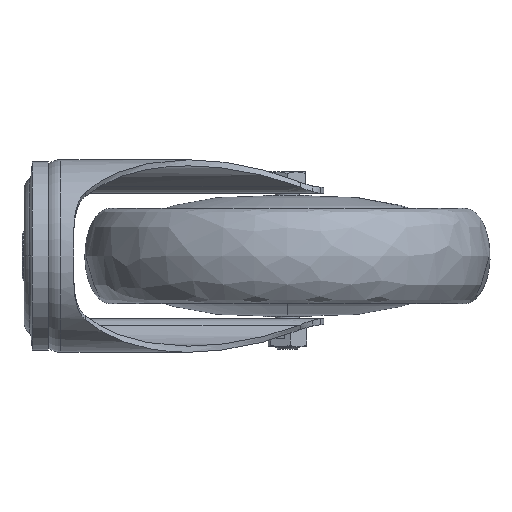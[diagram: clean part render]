
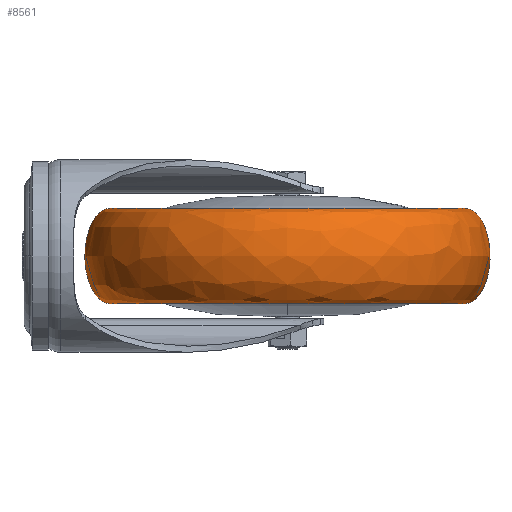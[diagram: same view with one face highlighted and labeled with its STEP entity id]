
A CAD part, left-side view. The second image highlights one B-rep face of the part: STEP entity #8561.
In plain terms, the highlighted free-form (B-spline) face has degree [3, 3] with [4, 4] control points.
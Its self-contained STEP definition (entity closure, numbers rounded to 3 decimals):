
#1662 = DIRECTION ( 'NONE',  ( 0., 0., 1. ) ) ;
#1682 = DIRECTION ( 'NONE',  ( 1., 0., 0. ) ) ;
#1720 = CARTESIAN_POINT ( 'NONE',  ( 55., -218.5, -203.161 ) ) ;
#3286 = EDGE_CURVE ( 'NONE', #11320, #21539, #8646, .T. ) ;
#4078 = DIRECTION ( 'NONE',  ( 1., 0., 0. ) ) ;
#4552 = CARTESIAN_POINT ( 'NONE',  ( 55., -243.5, -250.161 ) ) ;
#4606 = CARTESIAN_POINT ( 'NONE',  ( 55., -18.5, -250.161 ) ) ;
#5447 = EDGE_CURVE ( 'NONE', #24216, #11320, #24060, .T. ) ;
#5538 = CARTESIAN_POINT ( 'NONE',  ( -120., -43.5, -250.161 ) ) ;
#5640 = AXIS2_PLACEMENT_3D ( 'NONE', #19075, #1662, #4078 ) ;
#7199 = CARTESIAN_POINT ( 'NONE',  ( -170., -18.5, -203.161 ) ) ;
#7568 = CARTESIAN_POINT ( 'NONE',  ( 55., -43.5, -250.161 ) ) ;
#7570 = CARTESIAN_POINT ( 'NONE',  ( 55., -243.5, -203.161 ) ) ;
#7851 = VERTEX_POINT ( 'NONE', #20794 ) ;
#7988 = CARTESIAN_POINT ( 'NONE',  ( 55., -243.5, -203.161 ) ) ;
#8030 = ORIENTED_EDGE ( 'NONE', *, *, #3286, .T. ) ;
#8561 = ADVANCED_FACE ( 'NONE', ( #20838 ), #16733, .T. ) ;
#8646 = CIRCLE ( 'NONE', #20897, 87.5 ) ;
#9017 = CARTESIAN_POINT ( 'NONE',  ( -170., -18.5, -250.161 ) ) ;
#9147 = CARTESIAN_POINT ( 'NONE',  ( 55., -218.5, -250.161 ) ) ;
#9667 = EDGE_CURVE ( 'NONE', #24216, #7851, #13768, .T. ) ;
#10610 = CARTESIAN_POINT ( 'NONE',  ( 55., -18.5, -203.161 ) ) ;
#11057 = CARTESIAN_POINT ( 'NONE',  ( -120., -218.5, -203.161 ) ) ;
#11320 = VERTEX_POINT ( 'NONE', #7568 ) ;
#11380 = CARTESIAN_POINT ( 'NONE',  ( 55., -131., -250.161 ) ) ;
#11712 = ORIENTED_EDGE ( 'NONE', *, *, #20207, .F. ) ;
#12314 = CARTESIAN_POINT ( 'NONE',  ( 55., -218.5, -250.161 ) ) ;
#12370 = CARTESIAN_POINT ( 'NONE',  ( 55., -43.5, -250.161 ) ) ;
#12567 = ORIENTED_EDGE ( 'NONE', *, *, #9667, .F. ) ;
#12811 = CARTESIAN_POINT ( 'NONE',  ( -170., -243.5, -250.161 ) ) ;
#13272 = ORIENTED_EDGE ( 'NONE', *, *, #5447, .T. ) ;
#13768 = CIRCLE ( 'NONE', #5640, 87.5 ) ;
#14258 = CARTESIAN_POINT ( 'NONE',  ( 55., -43.5, -203.161 ) ) ;
#15195 = CARTESIAN_POINT ( 'NONE',  ( 55., -43.5, -250.161 ) ) ;
#15305 = CARTESIAN_POINT ( 'NONE',  ( 55., -18.5, -250.161 ) ) ;
#16733 =( BOUNDED_SURFACE ( )  B_SPLINE_SURFACE ( 3, 3, ( 
 ( #24916, #22625, #11057, #1720 ),
 ( #25036, #7199, #23124, #7570 ),
 ( #15305, #9017, #12811, #18775 ),
 ( #15195, #5538, #16755, #9147 ) ),
 .UNSPECIFIED., .F., .F., .T. ) 
 B_SPLINE_SURFACE_WITH_KNOTS ( ( 4, 4 ),
 ( 4, 4 ),
 ( 0., 1. ),
 ( 0., 1. ),
 .UNSPECIFIED. ) 
 GEOMETRIC_REPRESENTATION_ITEM ( )  RATIONAL_B_SPLINE_SURFACE ( (
 ( 1., 0.333, 0.333, 1.),
 ( 0.333, 0.111, 0.111, 0.333),
 ( 0.333, 0.111, 0.111, 0.333),
 ( 1., 0.333, 0.333, 1.) ) ) 
 REPRESENTATION_ITEM ( '' )  SURFACE ( )  );
#16755 = CARTESIAN_POINT ( 'NONE',  ( -120., -218.5, -250.161 ) ) ;
#17748 = CARTESIAN_POINT ( 'NONE',  ( 55., -218.5, -203.161 ) ) ;
#18206 = EDGE_LOOP ( 'NONE', ( #11712, #12567, #13272, #8030 ) ) ;
#18775 = CARTESIAN_POINT ( 'NONE',  ( 55., -243.5, -250.161 ) ) ;
#19075 = CARTESIAN_POINT ( 'NONE',  ( 55., -131., -203.161 ) ) ;
#20207 = EDGE_CURVE ( 'NONE', #7851, #21539, #23903, .T. ) ;
#20794 = CARTESIAN_POINT ( 'NONE',  ( 55., -218.5, -203.161 ) ) ;
#20838 = FACE_OUTER_BOUND ( 'NONE', #18206, .T. ) ;
#20897 = AXIS2_PLACEMENT_3D ( 'NONE', #11380, #25123, #1682 ) ;
#21539 = VERTEX_POINT ( 'NONE', #22228 ) ;
#22228 = CARTESIAN_POINT ( 'NONE',  ( 55., -218.5, -250.161 ) ) ;
#22625 = CARTESIAN_POINT ( 'NONE',  ( -120., -43.5, -203.161 ) ) ;
#23124 = CARTESIAN_POINT ( 'NONE',  ( -170., -243.5, -203.161 ) ) ;
#23206 = CARTESIAN_POINT ( 'NONE',  ( 55., -43.5, -203.161 ) ) ;
#23903 =( BOUNDED_CURVE ( )  B_SPLINE_CURVE ( 3, ( #17748, #7988, #4552, #12314 ),
 .UNSPECIFIED., .F., .T. ) 
 B_SPLINE_CURVE_WITH_KNOTS ( ( 4, 4 ),
 ( 0., 1. ),
 .UNSPECIFIED. ) 
 CURVE ( )  GEOMETRIC_REPRESENTATION_ITEM ( )  RATIONAL_B_SPLINE_CURVE ( ( 1., 0.333, 0.333, 1. ) ) 
 REPRESENTATION_ITEM ( '' )  );
#24060 =( BOUNDED_CURVE ( )  B_SPLINE_CURVE ( 3, ( #14258, #10610, #4606, #12370 ),
 .UNSPECIFIED., .F., .F. ) 
 B_SPLINE_CURVE_WITH_KNOTS ( ( 4, 4 ),
 ( 0., 1. ),
 .UNSPECIFIED. ) 
 CURVE ( )  GEOMETRIC_REPRESENTATION_ITEM ( )  RATIONAL_B_SPLINE_CURVE ( ( 1., 0.333, 0.333, 1. ) ) 
 REPRESENTATION_ITEM ( '' )  );
#24216 = VERTEX_POINT ( 'NONE', #23206 ) ;
#24916 = CARTESIAN_POINT ( 'NONE',  ( 55., -43.5, -203.161 ) ) ;
#25036 = CARTESIAN_POINT ( 'NONE',  ( 55., -18.5, -203.161 ) ) ;
#25123 = DIRECTION ( 'NONE',  ( 0., 0., 1. ) ) ;
